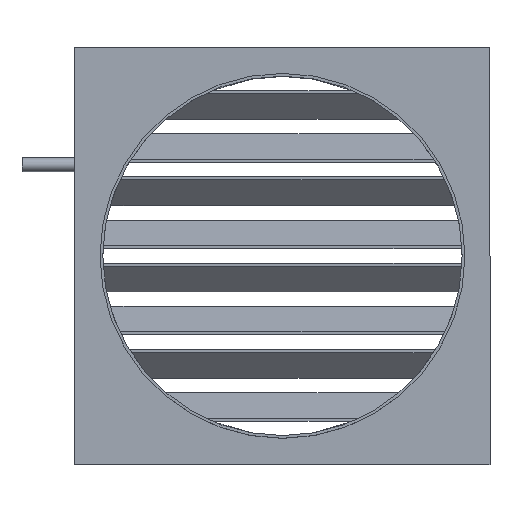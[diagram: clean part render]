
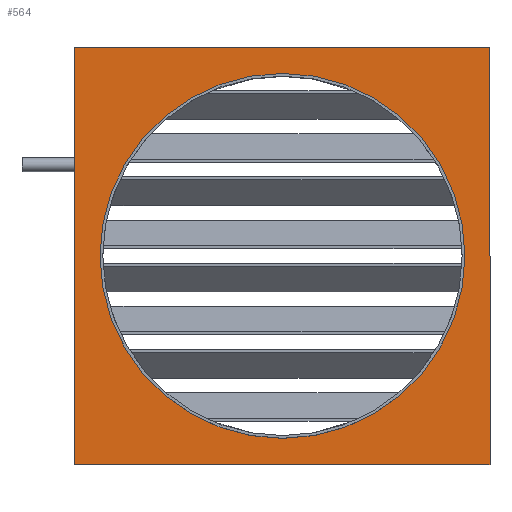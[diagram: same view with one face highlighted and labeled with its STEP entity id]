
A CAD part, top view. The second image highlights one B-rep face of the part: STEP entity #564.
In plain terms, the highlighted planar face has unit normal (0, 0, 1).
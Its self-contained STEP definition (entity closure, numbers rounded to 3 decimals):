
#77 = EDGE_CURVE ( 'NONE', #702, #710, #892, .T. ) ;
#179 = ORIENTED_EDGE ( 'NONE', *, *, #820, .F. ) ;
#190 = AXIS2_PLACEMENT_3D ( 'NONE', #908, #906, #905 ) ;
#265 = EDGE_LOOP ( 'NONE', ( #1428, #774, #883, #1336 ) ) ;
#283 = CARTESIAN_POINT ( 'NONE',  ( 227.5, 229., 34.5 ) ) ;
#308 = DIRECTION ( 'NONE',  ( 0., 1., 0. ) ) ;
#317 = CARTESIAN_POINT ( 'NONE',  ( -200., 0., 34.5 ) ) ;
#360 = DIRECTION ( 'NONE',  ( 0., 0., 1. ) ) ;
#366 = CARTESIAN_POINT ( 'NONE',  ( 0., 0., 34.5 ) ) ;
#400 = CIRCLE ( 'NONE', #190, 200. ) ;
#449 = CARTESIAN_POINT ( 'NONE',  ( 227.5, -229., 34.5 ) ) ;
#455 = VERTEX_POINT ( 'NONE', #1514 ) ;
#484 = EDGE_CURVE ( 'NONE', #710, #1078, #559, .T. ) ;
#502 = CARTESIAN_POINT ( 'NONE',  ( -227.5, -229., 34.5 ) ) ;
#559 = LINE ( 'NONE', #1506, #843 ) ;
#564 = ADVANCED_FACE ( 'NONE', ( #755, #1441 ), #1368, .T. ) ;
#599 = EDGE_CURVE ( 'NONE', #1193, #455, #1371, .T. ) ;
#637 = EDGE_CURVE ( 'NONE', #1078, #1102, #1611, .T. ) ;
#702 = VERTEX_POINT ( 'NONE', #1091 ) ;
#710 = VERTEX_POINT ( 'NONE', #1081 ) ;
#755 = FACE_OUTER_BOUND ( 'NONE', #265, .T. ) ;
#774 = ORIENTED_EDGE ( 'NONE', *, *, #637, .T. ) ;
#817 = ORIENTED_EDGE ( 'NONE', *, *, #599, .F. ) ;
#820 = EDGE_CURVE ( 'NONE', #455, #1193, #400, .T. ) ;
#843 = VECTOR ( 'NONE', #1503, 1000. ) ;
#847 = VECTOR ( 'NONE', #1443, 1000. ) ;
#883 = ORIENTED_EDGE ( 'NONE', *, *, #1265, .T. ) ;
#892 = LINE ( 'NONE', #1612, #847 ) ;
#905 = DIRECTION ( 'NONE',  ( 1., 0., 0. ) ) ;
#906 = DIRECTION ( 'NONE',  ( 0., 0., 1. ) ) ;
#908 = CARTESIAN_POINT ( 'NONE',  ( 0., 0., 34.5 ) ) ;
#1009 = EDGE_LOOP ( 'NONE', ( #179, #817 ) ) ;
#1062 = AXIS2_PLACEMENT_3D ( 'NONE', #366, #360, #1346 ) ;
#1078 = VERTEX_POINT ( 'NONE', #502 ) ;
#1081 = CARTESIAN_POINT ( 'NONE',  ( -227.5, 229., 34.5 ) ) ;
#1091 = CARTESIAN_POINT ( 'NONE',  ( 227.5, 229., 34.5 ) ) ;
#1102 = VERTEX_POINT ( 'NONE', #449 ) ;
#1193 = VERTEX_POINT ( 'NONE', #317 ) ;
#1230 = DIRECTION ( 'NONE',  ( 1., 0., 0. ) ) ;
#1260 = CARTESIAN_POINT ( 'NONE',  ( -227.5, -229., 34.5 ) ) ;
#1262 = DIRECTION ( 'NONE',  ( 1., 0., 0. ) ) ;
#1263 = DIRECTION ( 'NONE',  ( 0., 0., 1. ) ) ;
#1265 = EDGE_CURVE ( 'NONE', #1102, #702, #1538, .T. ) ;
#1267 = CARTESIAN_POINT ( 'NONE',  ( 0., 0., 34.5 ) ) ;
#1287 = VECTOR ( 'NONE', #1230, 1000. ) ;
#1320 = AXIS2_PLACEMENT_3D ( 'NONE', #1267, #1263, #1262 ) ;
#1336 = ORIENTED_EDGE ( 'NONE', *, *, #77, .T. ) ;
#1346 = DIRECTION ( 'NONE',  ( 1., 0., 0. ) ) ;
#1368 = PLANE ( 'NONE',  #1062 ) ;
#1371 = CIRCLE ( 'NONE', #1320, 200. ) ;
#1428 = ORIENTED_EDGE ( 'NONE', *, *, #484, .T. ) ;
#1441 = FACE_BOUND ( 'NONE', #1009, .T. ) ;
#1443 = DIRECTION ( 'NONE',  ( -1., 0., 0. ) ) ;
#1502 = VECTOR ( 'NONE', #308, 1000. ) ;
#1503 = DIRECTION ( 'NONE',  ( 0., -1., 0. ) ) ;
#1506 = CARTESIAN_POINT ( 'NONE',  ( -227.5, 229., 34.5 ) ) ;
#1514 = CARTESIAN_POINT ( 'NONE',  ( 200., 0., 34.5 ) ) ;
#1538 = LINE ( 'NONE', #283, #1502 ) ;
#1611 = LINE ( 'NONE', #1260, #1287 ) ;
#1612 = CARTESIAN_POINT ( 'NONE',  ( -227.5, 229., 34.5 ) ) ;
